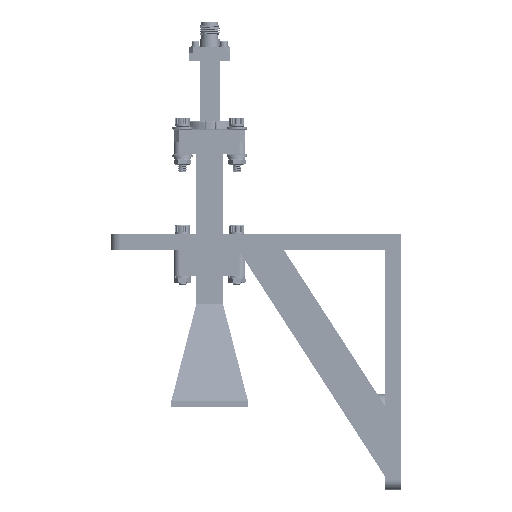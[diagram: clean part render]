
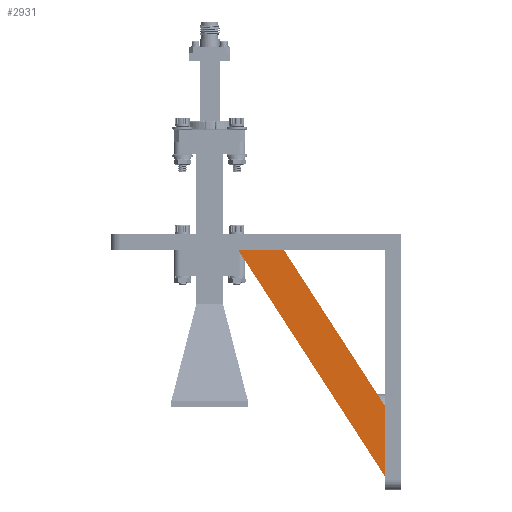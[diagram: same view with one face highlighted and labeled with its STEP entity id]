
A CAD part, left-side view. The second image highlights one B-rep face of the part: STEP entity #2931.
In plain terms, the highlighted planar face has unit normal (-1, 0, 0).
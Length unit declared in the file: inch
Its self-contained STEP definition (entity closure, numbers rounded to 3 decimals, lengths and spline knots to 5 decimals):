
#2931 = ADVANCED_FACE ( 'NONE', ( #46779 ), #6500, .F. ) ;
#6345 = EDGE_CURVE ( 'NONE', #14534, #23967, #39206, .T. ) ;
#6500 = PLANE ( 'NONE',  #33933 ) ;
#7021 = LINE ( 'NONE', #57573, #52711 ) ;
#11796 = CARTESIAN_POINT ( 'NONE',  ( -1.22047, 0.19685, -2.99056 ) ) ;
#13038 = VERTEX_POINT ( 'NONE', #66199 ) ;
#14534 = VERTEX_POINT ( 'NONE', #11796 ) ;
#14945 = VECTOR ( 'NONE', #37832, 39.37008 ) ;
#15910 = ORIENTED_EDGE ( 'NONE', *, *, #51460, .F. ) ;
#19864 = CARTESIAN_POINT ( 'NONE',  ( -1.22047, 1.44488, -0.19685 ) ) ;
#20721 = LINE ( 'NONE', #25659, #14945 ) ;
#23967 = VERTEX_POINT ( 'NONE', #43329 ) ;
#24349 = ORIENTED_EDGE ( 'NONE', *, *, #43345, .F. ) ;
#25486 = DIRECTION ( 'NONE',  ( 0., 0., -1. ) ) ;
#25659 = CARTESIAN_POINT ( 'NONE',  ( -1.22047, 1.44488, -0.19685 ) ) ;
#33933 = AXIS2_PLACEMENT_3D ( 'NONE', #46021, #63863, #40326 ) ;
#34139 = VERTEX_POINT ( 'NONE', #19864 ) ;
#35904 = DIRECTION ( 'NONE',  ( 0., -0.544, -0.839 ) ) ;
#37832 = DIRECTION ( 'NONE',  ( 0., -1., 0. ) ) ;
#38454 = DIRECTION ( 'NONE',  ( 0., 0.544, 0.839 ) ) ;
#39206 = LINE ( 'NONE', #50958, #60913 ) ;
#40326 = DIRECTION ( 'NONE',  ( 0., 0., -1. ) ) ;
#43329 = CARTESIAN_POINT ( 'NONE',  ( -1.22047, 2.00791, -0.19685 ) ) ;
#43345 = EDGE_CURVE ( 'NONE', #34139, #13038, #7021, .T. ) ;
#46021 = CARTESIAN_POINT ( 'NONE',  ( -1.22047, 0., 0. ) ) ;
#46779 = FACE_OUTER_BOUND ( 'NONE', #72027, .T. ) ;
#49048 = CARTESIAN_POINT ( 'NONE',  ( -1.22047, 0.19685, -2.99056 ) ) ;
#50958 = CARTESIAN_POINT ( 'NONE',  ( -1.22047, 2.00791, -0.19685 ) ) ;
#51460 = EDGE_CURVE ( 'NONE', #13038, #14534, #72579, .T. ) ;
#52711 = VECTOR ( 'NONE', #35904, 39.37008 ) ;
#53431 = ORIENTED_EDGE ( 'NONE', *, *, #6345, .F. ) ;
#57573 = CARTESIAN_POINT ( 'NONE',  ( -1.22047, 0.19685, -2.12205 ) ) ;
#60913 = VECTOR ( 'NONE', #38454, 39.37008 ) ;
#63863 = DIRECTION ( 'NONE',  ( 1., 0., 0. ) ) ;
#65068 = VECTOR ( 'NONE', #25486, 39.37008 ) ;
#66199 = CARTESIAN_POINT ( 'NONE',  ( -1.22047, 0.19685, -2.12205 ) ) ;
#66481 = ORIENTED_EDGE ( 'NONE', *, *, #66591, .F. ) ;
#66591 = EDGE_CURVE ( 'NONE', #23967, #34139, #20721, .T. ) ;
#72027 = EDGE_LOOP ( 'NONE', ( #15910, #24349, #66481, #53431 ) ) ;
#72579 = LINE ( 'NONE', #49048, #65068 ) ;
